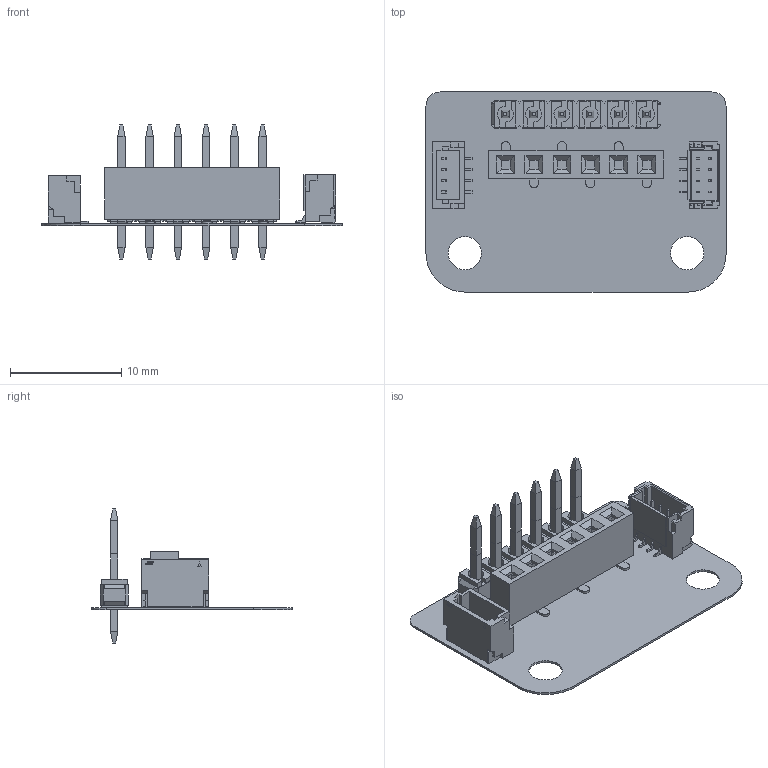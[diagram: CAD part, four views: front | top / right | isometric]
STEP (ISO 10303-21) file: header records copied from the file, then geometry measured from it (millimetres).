
FILE_DESCRIPTION(('Open CASCADE Model'),'2;1');
FILE_NAME('Open CASCADE Shape Model','2025-06-06T12:47:42',('Author'),( 'Open CASCADE'),'Open CASCADE STEP processor 7.5','Open CASCADE 7.5' ,'Unknown');
FILE_SCHEMA(('AUTOMOTIVE_DESIGN { 1 0 10303 214 1 1 1 1 }'));
Length unit declared in the file: millimetre
Products named in the file (21): PCB; Board; Open CASCADE STEP translator 7.5 1.1.1; J4; Conn_Molex_22-28-4063_eec; 1; 2; 3; 022284063; Molex Logo; J3; 1x06 SMT Socket; J1; Conn_JST_BM04B-SRSS-TBT_LF_SN_eec; BNody; Pins; New Marking; JST Logo; J2; DUELink-Connector-BM04B-SRSS-TB
Assembly tree (20 placements, depth 5):
  PCB
    Board
      Open CASCADE STEP translator 7.5 1.1.1
    J4
      Conn_Molex_22-28-4063_eec
        1
          1
          2
          3
          022284063
          Molex Logo
    J3
      1x06 SMT Socket
    J1
      Conn_JST_BM04B-SRSS-TBT_LF_SN_eec
        BNody
        Pins
        New Marking
        JST Logo
    J2
      DUELink-Connector-BM04B-SRSS-TB
Bounding box: 27 x 18 x 12.05 mm (x, y, z)
Volume: 394.2 mm3; surface area: 2366.9 mm2
Topology: 74 solids, 74 shells, 1515 faces, 5325 edges, 5418 vertices
Faces by surface type: plane 1200, cylinder 218, bspline 97
Full cylindrical faces by diameter (mm): 1.02 x6, 3 x2
Entity records: 61948 total; most frequent: CARTESIAN_POINT 13666, DIRECTION 8499, ORIENTED_EDGE 7794, LINE 4589, VECTOR 4589, EDGE_CURVE 3897, VERTEX_POINT 2562, AXIS2_PLACEMENT_3D 1955
